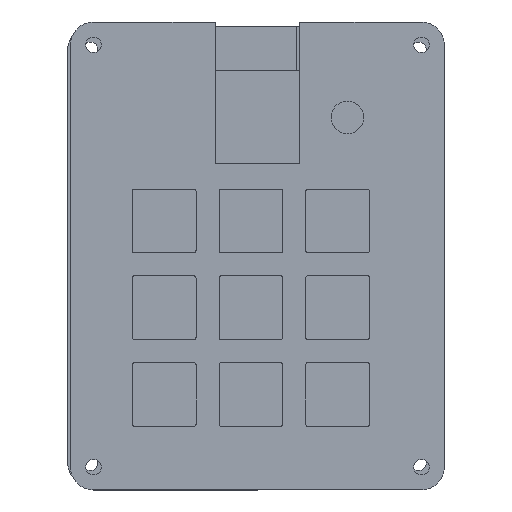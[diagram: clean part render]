
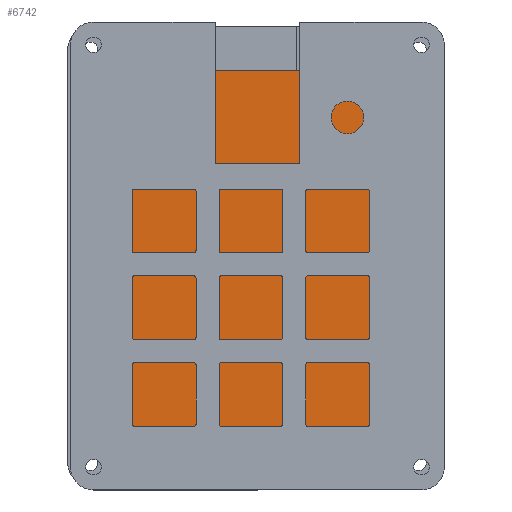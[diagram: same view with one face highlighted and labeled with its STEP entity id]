
A CAD part, top view. The second image highlights one B-rep face of the part: STEP entity #6742.
In plain terms, the highlighted planar face has unit normal (0, 0, 1).
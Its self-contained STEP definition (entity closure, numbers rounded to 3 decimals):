
#386=PLANE('',#7071);
#733=FACE_OUTER_BOUND('',#1136,.T.);
#1136=EDGE_LOOP('',(#6173,#6174,#6175,#6176));
#1713=LINE('',#12912,#2280);
#1714=LINE('',#12914,#2281);
#1715=LINE('',#12916,#2282);
#1716=LINE('',#12917,#2283);
#2280=VECTOR('',#8228,10.);
#2281=VECTOR('',#8229,10.);
#2282=VECTOR('',#8230,10.);
#2283=VECTOR('',#8231,10.);
#3254=VERTEX_POINT('',#12910);
#3255=VERTEX_POINT('',#12911);
#3256=VERTEX_POINT('',#12913);
#3257=VERTEX_POINT('',#12915);
#4235=EDGE_CURVE('',#3254,#3255,#1713,.T.);
#4236=EDGE_CURVE('',#3256,#3254,#1714,.T.);
#4237=EDGE_CURVE('',#3257,#3256,#1715,.T.);
#4238=EDGE_CURVE('',#3255,#3257,#1716,.T.);
#6173=ORIENTED_EDGE('',*,*,#4235,.F.);
#6174=ORIENTED_EDGE('',*,*,#4236,.F.);
#6175=ORIENTED_EDGE('',*,*,#4237,.F.);
#6176=ORIENTED_EDGE('',*,*,#4238,.F.);
#6742=ADVANCED_FACE('',(#733),#386,.T.);
#7071=AXIS2_PLACEMENT_3D('',#12909,#8226,#8227);
#8226=DIRECTION('center_axis',(0.,0.,1.));
#8227=DIRECTION('ref_axis',(1.,0.,0.));
#8228=DIRECTION('',(-1.,0.,0.));
#8229=DIRECTION('',(0.,-1.,0.));
#8230=DIRECTION('',(1.,0.,0.));
#8231=DIRECTION('',(0.,1.,0.));
#12909=CARTESIAN_POINT('Origin',(-111.185,37.296,3.));
#12910=CARTESIAN_POINT('',(-80.16,-4.084,3.));
#12911=CARTESIAN_POINT('',(-142.21,-4.084,3.));
#12912=CARTESIAN_POINT('',(-95.672,-4.084,3.));
#12913=CARTESIAN_POINT('',(-80.16,78.676,3.));
#12914=CARTESIAN_POINT('',(-80.16,57.986,3.));
#12915=CARTESIAN_POINT('',(-142.21,78.676,3.));
#12916=CARTESIAN_POINT('',(-126.697,78.676,3.));
#12917=CARTESIAN_POINT('',(-142.21,16.606,3.));
